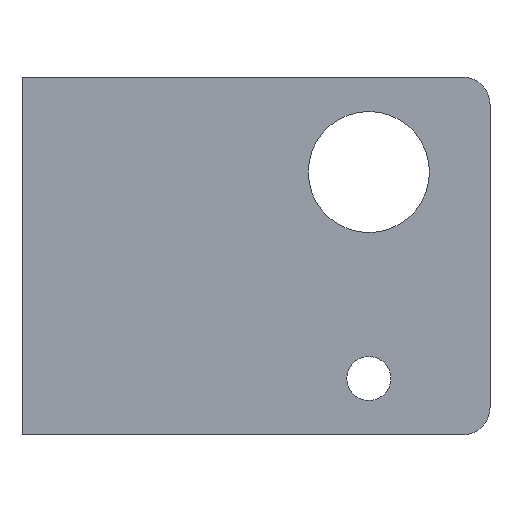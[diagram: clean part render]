
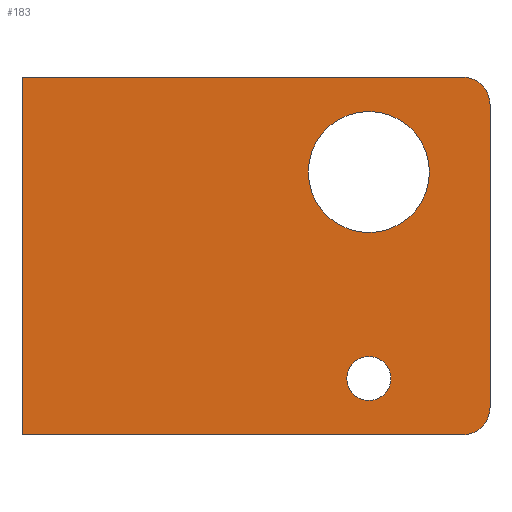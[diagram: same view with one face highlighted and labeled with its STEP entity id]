
A CAD part, front view. The second image highlights one B-rep face of the part: STEP entity #183.
In plain terms, the highlighted planar face has unit normal (0, -1, 0).
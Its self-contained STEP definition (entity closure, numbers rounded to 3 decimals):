
#15=FACE_BOUND('',#38,.T.);
#16=FACE_BOUND('',#39,.T.);
#20=PLANE('',#209);
#27=FACE_OUTER_BOUND('',#37,.T.);
#37=EDGE_LOOP('',(#137,#138,#139,#140,#141,#142));
#38=EDGE_LOOP('',(#143));
#39=EDGE_LOOP('',(#144));
#51=LINE('',#289,#67);
#54=LINE('',#295,#70);
#55=LINE('',#299,#71);
#56=LINE('',#300,#72);
#67=VECTOR('',#235,10.);
#70=VECTOR('',#240,10.);
#71=VECTOR('',#243,10.);
#72=VECTOR('',#244,10.);
#82=CIRCLE('',#207,5.);
#83=CIRCLE('',#210,5.);
#84=CIRCLE('',#211,11.);
#85=CIRCLE('',#212,4.);
#91=VERTEX_POINT('',#282);
#92=VERTEX_POINT('',#284);
#93=VERTEX_POINT('',#288);
#95=VERTEX_POINT('',#294);
#96=VERTEX_POINT('',#296);
#97=VERTEX_POINT('',#298);
#98=VERTEX_POINT('',#301);
#99=VERTEX_POINT('',#303);
#107=EDGE_CURVE('',#91,#92,#82,.T.);
#109=EDGE_CURVE('',#92,#93,#51,.T.);
#112=EDGE_CURVE('',#95,#91,#54,.T.);
#113=EDGE_CURVE('',#96,#95,#83,.T.);
#114=EDGE_CURVE('',#97,#96,#55,.T.);
#115=EDGE_CURVE('',#93,#97,#56,.T.);
#116=EDGE_CURVE('',#98,#98,#84,.T.);
#117=EDGE_CURVE('',#99,#99,#85,.T.);
#137=ORIENTED_EDGE('',*,*,#107,.F.);
#138=ORIENTED_EDGE('',*,*,#112,.F.);
#139=ORIENTED_EDGE('',*,*,#113,.F.);
#140=ORIENTED_EDGE('',*,*,#114,.F.);
#141=ORIENTED_EDGE('',*,*,#115,.F.);
#142=ORIENTED_EDGE('',*,*,#109,.F.);
#143=ORIENTED_EDGE('',*,*,#116,.F.);
#144=ORIENTED_EDGE('',*,*,#117,.F.);
#183=ADVANCED_FACE('',(#27,#15,#16),#20,.F.);
#207=AXIS2_PLACEMENT_3D('',#285,#230,#231);
#209=AXIS2_PLACEMENT_3D('',#293,#238,#239);
#210=AXIS2_PLACEMENT_3D('',#297,#241,#242);
#211=AXIS2_PLACEMENT_3D('',#302,#245,#246);
#212=AXIS2_PLACEMENT_3D('',#304,#247,#248);
#230=DIRECTION('center_axis',(0.,1.,0.));
#231=DIRECTION('ref_axis',(0.707,0.,-0.707));
#235=DIRECTION('',(-1.,0.,0.));
#238=DIRECTION('center_axis',(0.,1.,0.));
#239=DIRECTION('ref_axis',(1.,0.,0.));
#240=DIRECTION('',(0.,0.,-1.));
#241=DIRECTION('center_axis',(0.,1.,0.));
#242=DIRECTION('ref_axis',(0.707,0.,0.707));
#243=DIRECTION('',(1.,0.,0.));
#244=DIRECTION('',(0.,0.,1.));
#245=DIRECTION('center_axis',(0.,-1.,0.));
#246=DIRECTION('ref_axis',(1.,0.,0.));
#247=DIRECTION('center_axis',(0.,-1.,0.));
#248=DIRECTION('ref_axis',(1.,0.,0.));
#282=CARTESIAN_POINT('',(85.,0.,-60.));
#284=CARTESIAN_POINT('',(80.,0.,-65.));
#285=CARTESIAN_POINT('Origin',(80.,0.,-60.));
#288=CARTESIAN_POINT('',(0.,0.,-65.));
#289=CARTESIAN_POINT('',(85.,0.,-65.));
#293=CARTESIAN_POINT('Origin',(42.5,0.,-32.5));
#294=CARTESIAN_POINT('',(85.,0.,-5.));
#295=CARTESIAN_POINT('',(85.,0.,0.));
#296=CARTESIAN_POINT('',(80.,0.,0.));
#297=CARTESIAN_POINT('Origin',(80.,0.,-5.));
#298=CARTESIAN_POINT('',(0.,0.,0.));
#299=CARTESIAN_POINT('',(0.,0.,0.));
#300=CARTESIAN_POINT('',(0.,0.,-65.));
#301=CARTESIAN_POINT('',(52.,0.,-17.25));
#302=CARTESIAN_POINT('Origin',(63.,0.,-17.25));
#303=CARTESIAN_POINT('',(59.,0.,-54.75));
#304=CARTESIAN_POINT('Origin',(63.,0.,-54.75));
